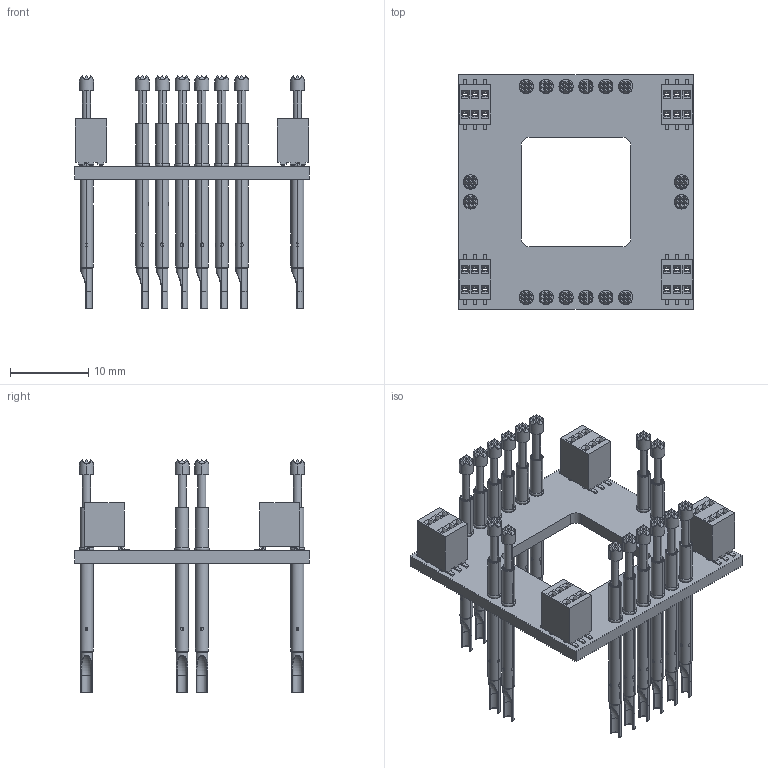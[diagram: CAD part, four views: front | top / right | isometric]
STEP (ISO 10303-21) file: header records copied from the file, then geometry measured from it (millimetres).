
FILE_DESCRIPTION(('KiCad electronic assembly'),'2;1');
FILE_NAME('springPins30x30.stp','2017-04-13T17:23:54',('An Author'),( 'A Company'),'Open CASCADE STEP processor 6.9', 'KiCad to STEP converter','Unknown');
FILE_SCHEMA(('AUTOMOTIVE_DESIGN { 1 0 10303 214 1 1 1 1 }'));
Length unit declared in the file: millimetre
Products named in the file (6): Open CASCADE STEP translator 6.9 1; RSM-103-02-D; COMPOUND; S25-022+P25-4023; SOLID
Assembly tree (23 placements, depth 3):
  Open CASCADE STEP translator 6.9 1
    RSM-103-02-D  x4
      COMPOUND
    S25-022+P25-4023  x16
      SOLID
    COMPOUND
Bounding box: 30 x 30 x 29.9 mm (x, y, z)
Volume: 2460.1 mm3; surface area: 8397.1 mm2
Topology: 25 solids, 25 shells, 2054 faces, 5076 edges, 3064 vertices
Faces by surface type: plane 1314, cylinder 452, sphere 128, torus 80, cone 64, bspline 16
Full cylindrical faces by diameter (mm): 0.787 x24, 1.75 x16
Entity records: 26929 total; most frequent: CARTESIAN_POINT 7641, DIRECTION 3327, LINE 2214, VECTOR 2214, ORIENTED_EDGE 1756, PCURVE 1756, DEFINITIONAL_REPRESENTATION 1756, EDGE_CURVE 878
